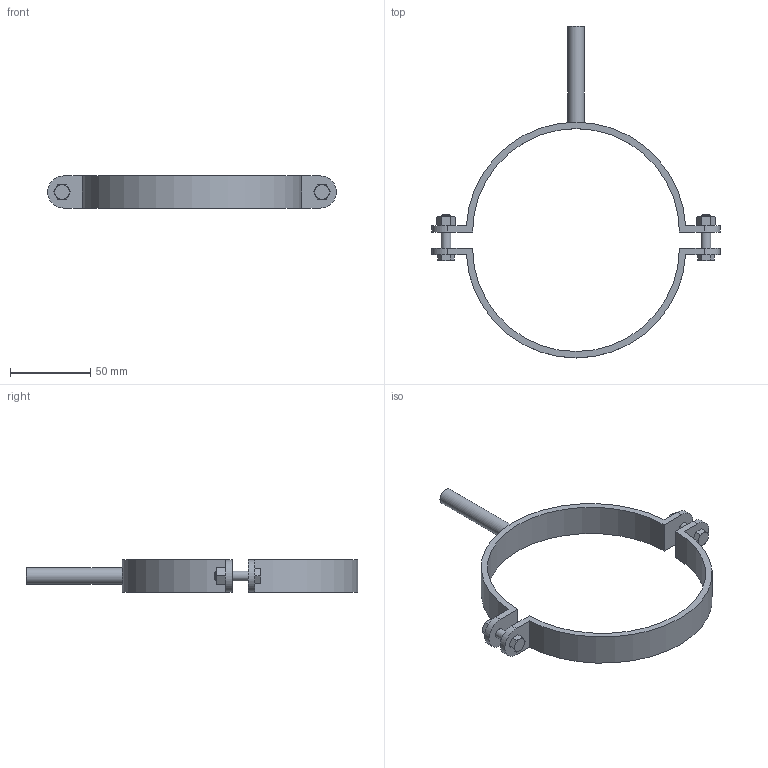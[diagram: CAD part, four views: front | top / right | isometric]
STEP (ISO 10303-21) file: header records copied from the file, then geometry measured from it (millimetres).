
FILE_DESCRIPTION(/* description */ (''),/* implementation_level */ '2;1');
FILE_NAME(/* name */ '23720125000.stp',/* time_stamp */ '2016-01-12T09:11:41+01:00',/* author */ ('Struska'),/* organization */ ('Bupospol'),/* preprocessor_version */ 'ST-DEVELOPER v15.6',/* originating_system */ 'Autodesk Inventor 2015',/* authorisation */ '');
FILE_SCHEMA (('CONFIG_CONTROL_DESIGN'));
Length unit declared in the file: millimetre
Products named in the file (5): Objímka - díl DN125; CSN 02 1207 - M6x1 x 25; ISO 4033 - M6CSN EN; Tyčka k objímce DN065-125; 23720125000
Assembly tree (7 placements, depth 2):
  23720125000
    Objímka - díl DN125  x2
    CSN 02 1207 - M6x1 x 25  x2
    ISO 4033 - M6CSN EN  x2
    Tyčka k objímce DN065-125
Bounding box: 180 x 207 x 20 mm (x, y, z)
Volume: 46619.2 mm3; surface area: 28403.7 mm2
Topology: 7 solids, 7 shells, 110 faces, 243 edges, 149 vertices
Faces by surface type: plane 48, cone 43, cylinder 17, torus 2
Full cylindrical faces by diameter (mm): 4.917 x2, 6 x6, 10 x1
Entity records: 1599 total; most frequent: CARTESIAN_POINT 325, DIRECTION 254, ORIENTED_EDGE 222, EDGE_CURVE 111, AXIS2_PLACEMENT_3D 110, EDGE_LOOP 74, VERTEX_POINT 73, FACE_OUTER_BOUND 57
